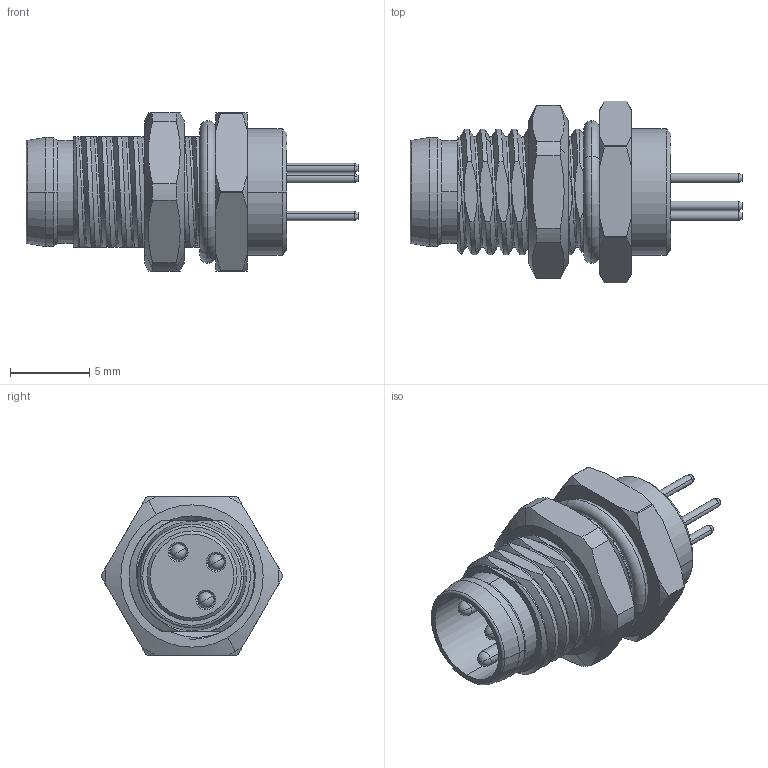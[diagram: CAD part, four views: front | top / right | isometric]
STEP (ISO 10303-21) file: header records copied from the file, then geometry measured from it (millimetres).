
FILE_DESCRIPTION((''),'2;1');
FILE_NAME('SHELL15T_3_3','2025-09-21T',('gongcheng16'),(''),'PRO/ENGINEER BY PARAMETRIC TECHNOLOGY CORPORATION, 2010280','PRO/ENGINEER BY PARAMETRIC TECHNOLOGY CORPORATION, 2010280','');
FILE_SCHEMA(('CONFIG_CONTROL_DESIGN'));
Length unit declared in the file: millimetre
Products named in the file (1): SHELL15T_3_3
Bounding box: 21 x 11.5 x 10 mm (x, y, z)
Volume: 325.9 mm3; surface area: 1960.9 mm2
Topology: 1 solids, 8 shells, 295 faces, 704 edges, 446 vertices
Faces by surface type: cylinder 126, plane 78, cone 67, bspline 12, torus 6, sphere 6
Entity records: 12251 total; most frequent: CARTESIAN_POINT 5429, DIRECTION 1429, ORIENTED_EDGE 1396, EDGE_CURVE 698, AXIS2_PLACEMENT_3D 590, VERTEX_POINT 446, EDGE_LOOP 334, CIRCLE 306
